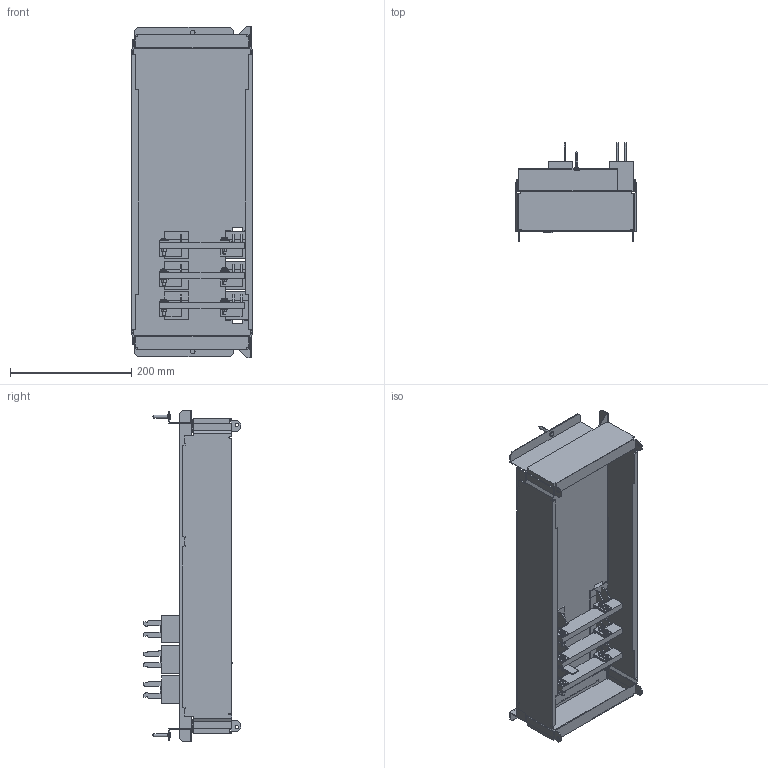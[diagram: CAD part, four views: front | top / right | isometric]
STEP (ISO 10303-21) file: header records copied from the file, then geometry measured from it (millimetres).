
FILE_DESCRIPTION((''),'2;1');
FILE_NAME('1SEP622561R0001','2023-08-14T15:22:51',('luo'),(''),'CREO PARAMETRIC BY PTC INC, 2016390','CREO PARAMETRIC BY PTC INC, 2016390','');
FILE_SCHEMA(('AUTOMOTIVE_DESIGN { 1 0 10303 214 1 1 1 1 }'));
Products named in the file (1): 1SEP622561R0001
Bounding box: 199 x 161.4 x 546.09 mm (x, y, z)
Surface area: 510451.2 mm2 (no closed solid volume)
Topology: 0 solids, 87 shells, 1491 faces, 4184 edges, 2831 vertices
Faces by surface type: plane 887, cylinder 327, cone 220, torus 24, sphere 24, bspline 9
Entity records: 61609 total; most frequent: CARTESIAN_POINT 10835, DIRECTION 7914, ORIENTED_EDGE 7914, EDGE_CURVE 4160, PRESENTATION_STYLE_ASSIGNMENT 3903, STYLED_ITEM 3901, CURVE_STYLE 3836, VERTEX_POINT 2831
